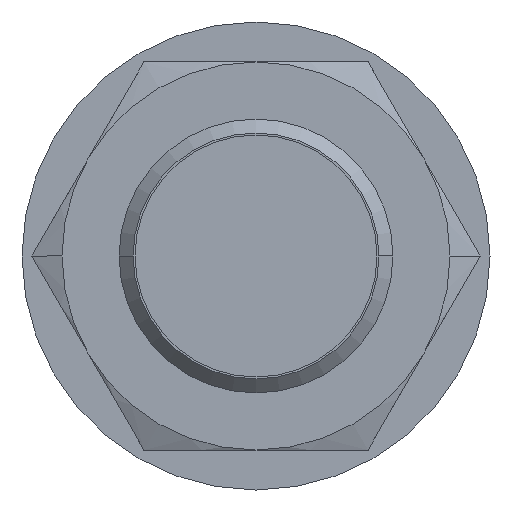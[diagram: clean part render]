
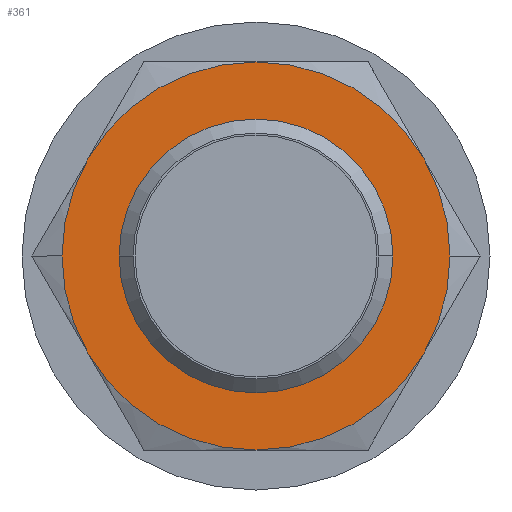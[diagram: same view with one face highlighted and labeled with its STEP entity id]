
A CAD part, left-side view. The second image highlights one B-rep face of the part: STEP entity #361.
In plain terms, the highlighted planar face has unit normal (-1, 0, 0).
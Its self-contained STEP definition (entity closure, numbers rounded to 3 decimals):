
#361 = ADVANCED_FACE( '', ( #680, #681 ), #682, .T. );
#680 = FACE_BOUND( '', #1123, .T. );
#681 = FACE_OUTER_BOUND( '', #1124, .T. );
#682 = PLANE( '', #1125 );
#1123 = EDGE_LOOP( '', ( #2026, #2027 ) );
#1124 = EDGE_LOOP( '', ( #2028, #2029, #2030, #2031, #2032, #2033, #2034, #2035 ) );
#1125 = AXIS2_PLACEMENT_3D( '', #2036, #2037, #2038 );
#2026 = ORIENTED_EDGE( '', *, *, #3182, .T. );
#2027 = ORIENTED_EDGE( '', *, *, #3170, .T. );
#2028 = ORIENTED_EDGE( '', *, *, #3214, .T. );
#2029 = ORIENTED_EDGE( '', *, *, #3165, .T. );
#2030 = ORIENTED_EDGE( '', *, *, #3209, .T. );
#2031 = ORIENTED_EDGE( '', *, *, #3210, .T. );
#2032 = ORIENTED_EDGE( '', *, *, #3167, .T. );
#2033 = ORIENTED_EDGE( '', *, *, #3211, .T. );
#2034 = ORIENTED_EDGE( '', *, *, #3212, .T. );
#2035 = ORIENTED_EDGE( '', *, *, #3213, .T. );
#2036 = CARTESIAN_POINT( '', ( 12., 4.25, 0. ) );
#2037 = DIRECTION( '', ( -1., 0., 0. ) );
#2038 = DIRECTION( '', ( 0., 1., 0. ) );
#3165 = EDGE_CURVE( '', #3766, #3768, #3770, .T. );
#3167 = EDGE_CURVE( '', #3774, #3771, #3775, .T. );
#3170 = EDGE_CURVE( '', #3780, #3777, #3781, .T. );
#3182 = EDGE_CURVE( '', #3777, #3780, #3798, .T. );
#3209 = EDGE_CURVE( '', #3768, #3830, #3841, .T. );
#3210 = EDGE_CURVE( '', #3830, #3774, #3842, .T. );
#3211 = EDGE_CURVE( '', #3771, #3799, #3843, .T. );
#3212 = EDGE_CURVE( '', #3799, #3819, #3844, .T. );
#3213 = EDGE_CURVE( '', #3819, #3810, #3845, .T. );
#3214 = EDGE_CURVE( '', #3810, #3766, #3846, .T. );
#3766 = VERTEX_POINT( '', #4814 );
#3768 = VERTEX_POINT( '', #4817 );
#3770 = CIRCLE( '', #4828, 8.5 );
#3771 = VERTEX_POINT( '', #4829 );
#3774 = VERTEX_POINT( '', #4833 );
#3775 = CIRCLE( '', #4834, 8.5 );
#3777 = VERTEX_POINT( '', #4845 );
#3780 = VERTEX_POINT( '', #4849 );
#3781 = CIRCLE( '', #4850, 6. );
#3798 = CIRCLE( '', #4872, 6. );
#3799 = VERTEX_POINT( '', #4873 );
#3810 = VERTEX_POINT( '', #4922 );
#3819 = VERTEX_POINT( '', #4969 );
#3830 = VERTEX_POINT( '', #5035 );
#3841 = CIRCLE( '', #5101, 8.5 );
#3842 = CIRCLE( '', #5102, 8.5 );
#3843 = CIRCLE( '', #5103, 8.5 );
#3844 = CIRCLE( '', #5104, 8.5 );
#3845 = CIRCLE( '', #5105, 8.5 );
#3846 = CIRCLE( '', #5106, 8.5 );
#4814 = CARTESIAN_POINT( '', ( 12., 8.5, 0. ) );
#4817 = CARTESIAN_POINT( '', ( 12., 7.361, -4.25 ) );
#4828 = AXIS2_PLACEMENT_3D( '', #6294, #6295, #6296 );
#4829 = CARTESIAN_POINT( '', ( 12., -8.5, 0. ) );
#4833 = CARTESIAN_POINT( '', ( 12., -7.361, -4.25 ) );
#4834 = AXIS2_PLACEMENT_3D( '', #6298, #6299, #6300 );
#4845 = CARTESIAN_POINT( '', ( 12., 6., 0. ) );
#4849 = CARTESIAN_POINT( '', ( 12., -6., 0. ) );
#4850 = AXIS2_PLACEMENT_3D( '', #6302, #6303, #6304 );
#4872 = AXIS2_PLACEMENT_3D( '', #6328, #6329, #6330 );
#4873 = CARTESIAN_POINT( '', ( 12., -7.361, 4.25 ) );
#4922 = CARTESIAN_POINT( '', ( 12., 7.361, 4.25 ) );
#4969 = CARTESIAN_POINT( '', ( 12., 0., 8.5 ) );
#5035 = CARTESIAN_POINT( '', ( 12., 0., -8.5 ) );
#5101 = AXIS2_PLACEMENT_3D( '', #6337, #6338, #6339 );
#5102 = AXIS2_PLACEMENT_3D( '', #6340, #6341, #6342 );
#5103 = AXIS2_PLACEMENT_3D( '', #6343, #6344, #6345 );
#5104 = AXIS2_PLACEMENT_3D( '', #6346, #6347, #6348 );
#5105 = AXIS2_PLACEMENT_3D( '', #6349, #6350, #6351 );
#5106 = AXIS2_PLACEMENT_3D( '', #6352, #6353, #6354 );
#6294 = CARTESIAN_POINT( '', ( 12., 0., 0. ) );
#6295 = DIRECTION( '', ( -1., 0., 0. ) );
#6296 = DIRECTION( '', ( 0., 1., 0. ) );
#6298 = CARTESIAN_POINT( '', ( 12., 0., 0. ) );
#6299 = DIRECTION( '', ( -1., 0., 0. ) );
#6300 = DIRECTION( '', ( 0., 1., 0. ) );
#6302 = CARTESIAN_POINT( '', ( 12., 0., 0. ) );
#6303 = DIRECTION( '', ( 1., 0., 0. ) );
#6304 = DIRECTION( '', ( 0., 1., 0. ) );
#6328 = CARTESIAN_POINT( '', ( 12., 0., 0. ) );
#6329 = DIRECTION( '', ( 1., 0., 0. ) );
#6330 = DIRECTION( '', ( 0., 1., 0. ) );
#6337 = CARTESIAN_POINT( '', ( 12., 0., 0. ) );
#6338 = DIRECTION( '', ( -1., 0., 0. ) );
#6339 = DIRECTION( '', ( 0., 1., 0. ) );
#6340 = CARTESIAN_POINT( '', ( 12., 0., 0. ) );
#6341 = DIRECTION( '', ( -1., 0., 0. ) );
#6342 = DIRECTION( '', ( 0., 1., 0. ) );
#6343 = CARTESIAN_POINT( '', ( 12., 0., 0. ) );
#6344 = DIRECTION( '', ( -1., 0., 0. ) );
#6345 = DIRECTION( '', ( 0., 1., 0. ) );
#6346 = CARTESIAN_POINT( '', ( 12., 0., 0. ) );
#6347 = DIRECTION( '', ( -1., 0., 0. ) );
#6348 = DIRECTION( '', ( 0., 1., 0. ) );
#6349 = CARTESIAN_POINT( '', ( 12., 0., 0. ) );
#6350 = DIRECTION( '', ( -1., 0., 0. ) );
#6351 = DIRECTION( '', ( 0., 1., 0. ) );
#6352 = CARTESIAN_POINT( '', ( 12., 0., 0. ) );
#6353 = DIRECTION( '', ( -1., 0., 0. ) );
#6354 = DIRECTION( '', ( 0., 1., 0. ) );
